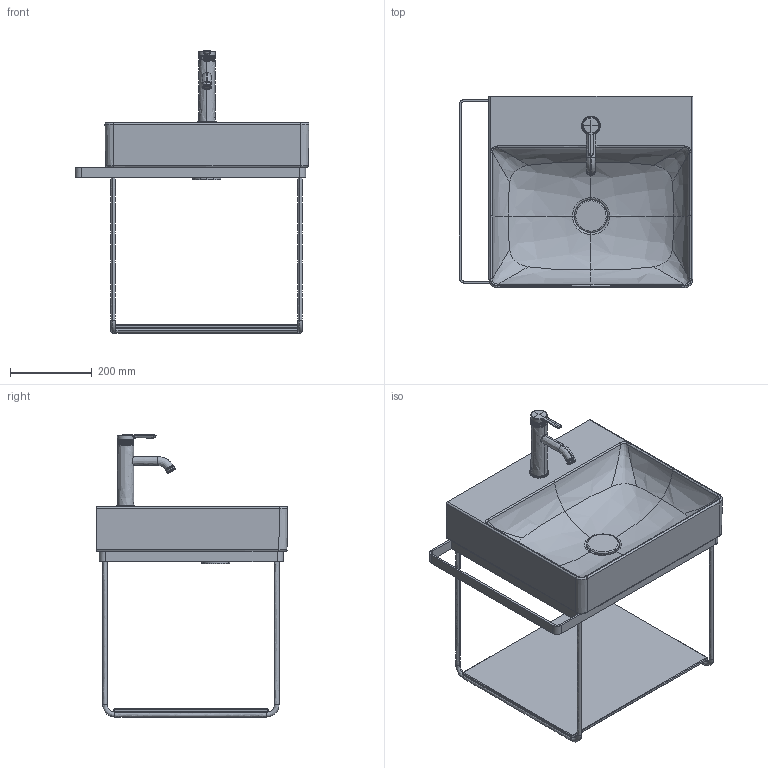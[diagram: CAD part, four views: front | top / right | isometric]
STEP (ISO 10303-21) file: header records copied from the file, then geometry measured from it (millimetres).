
FILE_DESCRIPTION(/* description */ (''),/* implementation_level */ '2;1');
FILE_NAME(/* name */ 'test',/* time_stamp */ '2019-02-20T15:30:38+01:00',/* author */ (''),/* organization */ (''),/* preprocessor_version */ 'ST-DEVELOPER v15',/* originating_system */ '',/* authorisation */ '');
FILE_SCHEMA (('AUTOMOTIVE_DESIGN'));
Length unit declared in the file: millimetre
Products named in the file (1): Document
Bounding box: 573.3 x 469.43 x 691.32 mm (x, y, z)
Volume: 9963996.9 mm3; surface area: 1550593.5 mm2
Topology: 11 solids, 26 shells, 829 faces, 2019 edges, 1214 vertices
Faces by surface type: bspline 829
Entity records: 105557 total; most frequent: CARTESIAN_POINT 81094, B_SPLINE_CURVE_WITH_KNOTS 4554, ORIENTED_EDGE 3901, PCURVE 3901, DEFINITIONAL_REPRESENTATION 3901, SURFACE_CURVE 1991, EDGE_CURVE 1991, VERTEX_POINT 1214
